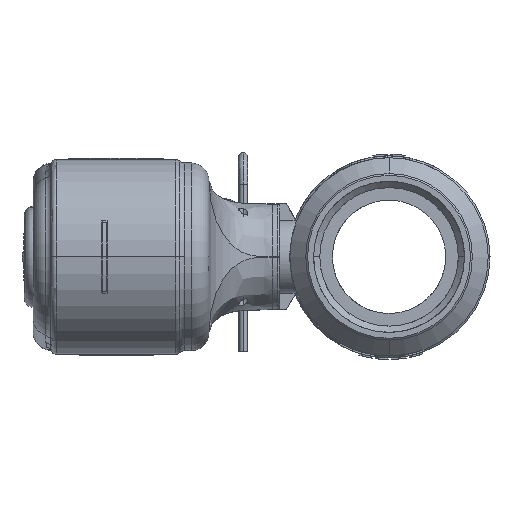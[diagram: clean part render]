
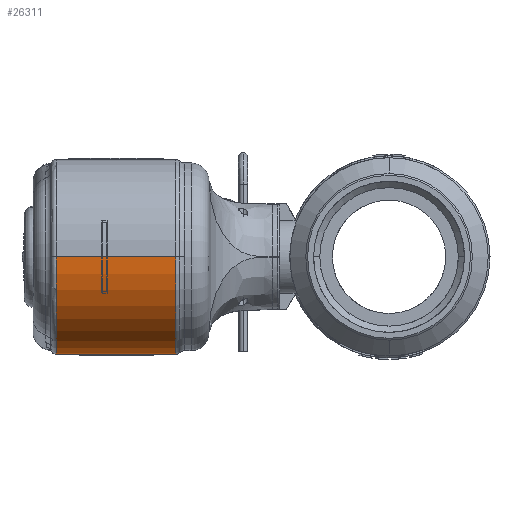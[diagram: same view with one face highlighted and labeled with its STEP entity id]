
A CAD part, left-side view. The second image highlights one B-rep face of the part: STEP entity #26311.
In plain terms, the highlighted cylindrical face has radius 27.5 mm (diameter 55 mm), a partial arc.
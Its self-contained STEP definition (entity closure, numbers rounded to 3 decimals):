
#25478=CARTESIAN_POINT('Line Origine',(-68.365,28.089,226.111)) ;
#25482=CARTESIAN_POINT('Vertex',(-68.365,11.246,226.111)) ;
#25484=CARTESIAN_POINT('Vertex',(-68.365,44.932,226.111)) ;
#26090=CARTESIAN_POINT('Vertex',(-95.865,44.932,253.611)) ;
#26098=CARTESIAN_POINT('Axis2P3D Location',(-68.365,44.932,253.611)) ;
#26288=CARTESIAN_POINT('Axis2P3D Location',(-68.365,46.432,253.611)) ;
#26293=CARTESIAN_POINT('Line Origine',(-95.865,46.432,253.611)) ;
#26297=CARTESIAN_POINT('Vertex',(-95.865,11.246,253.611)) ;
#26300=CARTESIAN_POINT('Axis2P3D Location',(-68.365,11.246,253.611)) ;
#25479=DIRECTION('Vector Direction',(0.,1.,0.)) ;
#26099=DIRECTION('Axis2P3D Direction',(0.,-1.,0.)) ;
#26289=DIRECTION('Axis2P3D Direction',(0.,-1.,0.)) ;
#26290=DIRECTION('Axis2P3D XDirection',(0.,0.,1.)) ;
#26294=DIRECTION('Vector Direction',(0.,-1.,0.)) ;
#26301=DIRECTION('Axis2P3D Direction',(0.,-1.,0.)) ;
#26100=AXIS2_PLACEMENT_3D('Circle Axis2P3D',#26098,#26099,$) ;
#26291=AXIS2_PLACEMENT_3D('Cylinder Axis2P3D',#26288,#26289,#26290) ;
#26302=AXIS2_PLACEMENT_3D('Circle Axis2P3D',#26300,#26301,$) ;
#26306=ORIENTED_EDGE('',*,*,#26299,.F.) ;
#26307=ORIENTED_EDGE('',*,*,#26102,.T.) ;
#26308=ORIENTED_EDGE('',*,*,#25486,.F.) ;
#26309=ORIENTED_EDGE('',*,*,#26304,.T.) ;
#25480=VECTOR('Line Direction',#25479,1.) ;
#26295=VECTOR('Line Direction',#26294,1.) ;
#26311=ADVANCED_FACE('NAUO1',(#26310),#26292,.T.) ;
#26101=CIRCLE('generated circle',#26100,27.5) ;
#26303=CIRCLE('generated circle',#26302,27.5) ;
#26292=CYLINDRICAL_SURFACE('generated cylinder',#26291,27.5) ;
#25486=EDGE_CURVE('',#25483,#25485,#25481,.T.) ;
#26102=EDGE_CURVE('',#26091,#25485,#26101,.T.) ;
#26299=EDGE_CURVE('',#26091,#26298,#26296,.T.) ;
#26304=EDGE_CURVE('',#25483,#26298,#26303,.F.) ;
#26305=EDGE_LOOP('',(#26306,#26307,#26308,#26309)) ;
#26310=FACE_OUTER_BOUND('',#26305,.T.) ;
#25481=LINE('Line',#25478,#25480) ;
#26296=LINE('Line',#26293,#26295) ;
#25483=VERTEX_POINT('',#25482) ;
#25485=VERTEX_POINT('',#25484) ;
#26091=VERTEX_POINT('',#26090) ;
#26298=VERTEX_POINT('',#26297) ;
